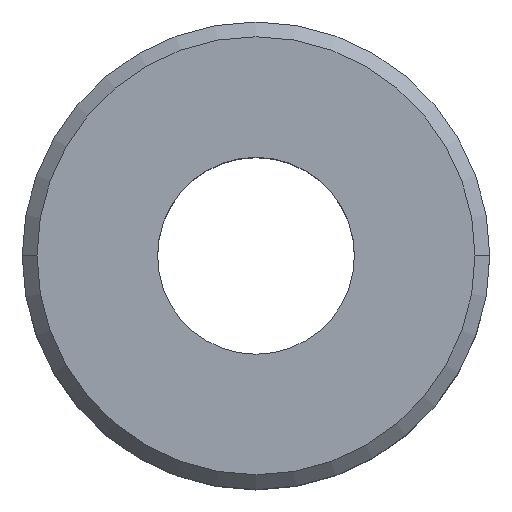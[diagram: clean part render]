
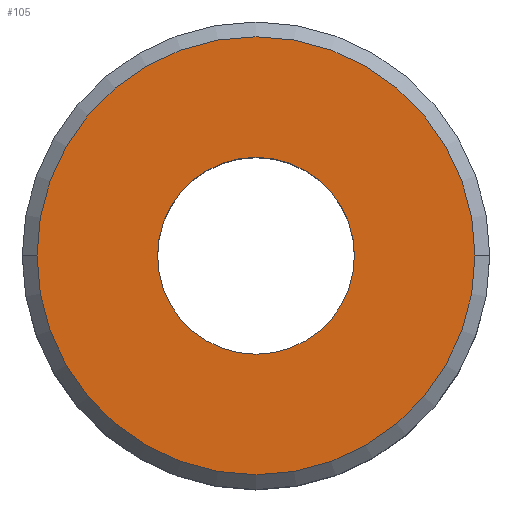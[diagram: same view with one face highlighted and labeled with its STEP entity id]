
A CAD part, top view. The second image highlights one B-rep face of the part: STEP entity #105.
In plain terms, the highlighted planar face has unit normal (0, 0, 1).
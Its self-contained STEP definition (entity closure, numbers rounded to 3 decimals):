
#5 = FACE_OUTER_BOUND ( 'NONE', #291, .T. ) ;
#9 = VERTEX_POINT ( 'NONE', #67 ) ;
#13 = CIRCLE ( 'NONE', #83, 8.9 ) ;
#15 = AXIS2_PLACEMENT_3D ( 'NONE', #348, #104, #188 ) ;
#39 = VERTEX_POINT ( 'NONE', #250 ) ;
#40 = VERTEX_POINT ( 'NONE', #340 ) ;
#41 = DIRECTION ( 'NONE',  ( 0., 0., 1. ) ) ;
#50 = DIRECTION ( 'NONE',  ( 1., 0., 0. ) ) ;
#51 = EDGE_CURVE ( 'NONE', #39, #9, #344, .T. ) ;
#67 = CARTESIAN_POINT ( 'NONE',  ( -8.9, 0., 11.3 ) ) ;
#71 = EDGE_CURVE ( 'NONE', #40, #255, #140, .T. ) ;
#83 = AXIS2_PLACEMENT_3D ( 'NONE', #148, #126, #50 ) ;
#90 = CARTESIAN_POINT ( 'NONE',  ( 0., 0., 11.3 ) ) ;
#94 = ORIENTED_EDGE ( 'NONE', *, *, #51, .T. ) ;
#104 = DIRECTION ( 'NONE',  ( 0., 0., 1. ) ) ;
#105 = ADVANCED_FACE ( 'NONE', ( #259, #5 ), #275, .F. ) ;
#118 = DIRECTION ( 'NONE',  ( 0., 0., 1. ) ) ;
#126 = DIRECTION ( 'NONE',  ( 0., 0., 1. ) ) ;
#135 = EDGE_CURVE ( 'NONE', #255, #40, #252, .T. ) ;
#139 = ORIENTED_EDGE ( 'NONE', *, *, #301, .T. ) ;
#140 = CIRCLE ( 'NONE', #191, 4. ) ;
#142 = DIRECTION ( 'NONE',  ( 1., 0., 0. ) ) ;
#146 = EDGE_LOOP ( 'NONE', ( #147, #281 ) ) ;
#147 = ORIENTED_EDGE ( 'NONE', *, *, #71, .F. ) ;
#148 = CARTESIAN_POINT ( 'NONE',  ( 0., 0., 11.3 ) ) ;
#167 = DIRECTION ( 'NONE',  ( -1., 0., 0. ) ) ;
#188 = DIRECTION ( 'NONE',  ( 1., 0., 0. ) ) ;
#189 = AXIS2_PLACEMENT_3D ( 'NONE', #90, #311, #167 ) ;
#191 = AXIS2_PLACEMENT_3D ( 'NONE', #322, #118, #220 ) ;
#220 = DIRECTION ( 'NONE',  ( 1., 0., 0. ) ) ;
#250 = CARTESIAN_POINT ( 'NONE',  ( 8.9, 0., 11.3 ) ) ;
#252 = CIRCLE ( 'NONE', #349, 4. ) ;
#255 = VERTEX_POINT ( 'NONE', #258 ) ;
#258 = CARTESIAN_POINT ( 'NONE',  ( -4., 0., 11.3 ) ) ;
#259 = FACE_BOUND ( 'NONE', #146, .T. ) ;
#275 = PLANE ( 'NONE',  #189 ) ;
#281 = ORIENTED_EDGE ( 'NONE', *, *, #135, .F. ) ;
#282 = CARTESIAN_POINT ( 'NONE',  ( 0., 0., 11.3 ) ) ;
#291 = EDGE_LOOP ( 'NONE', ( #139, #94 ) ) ;
#301 = EDGE_CURVE ( 'NONE', #9, #39, #13, .T. ) ;
#311 = DIRECTION ( 'NONE',  ( 0., 0., -1. ) ) ;
#322 = CARTESIAN_POINT ( 'NONE',  ( 0., 0., 11.3 ) ) ;
#340 = CARTESIAN_POINT ( 'NONE',  ( 4., 0., 11.3 ) ) ;
#344 = CIRCLE ( 'NONE', #15, 8.9 ) ;
#348 = CARTESIAN_POINT ( 'NONE',  ( 0., 0., 11.3 ) ) ;
#349 = AXIS2_PLACEMENT_3D ( 'NONE', #282, #41, #142 ) ;
